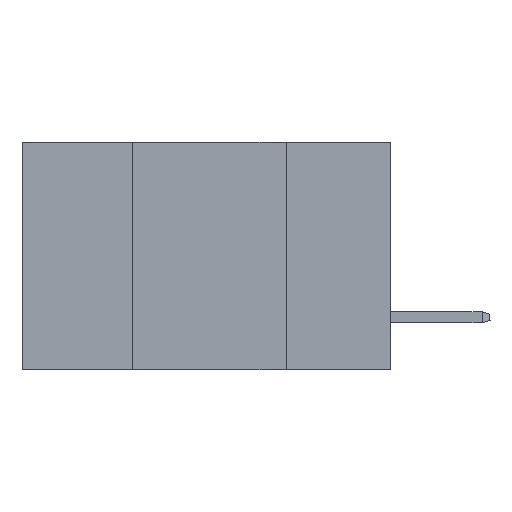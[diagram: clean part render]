
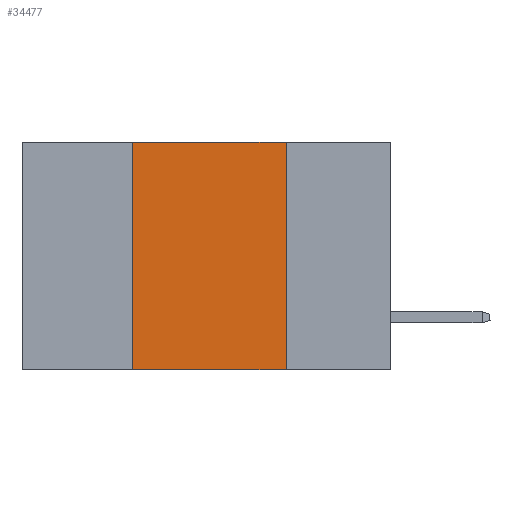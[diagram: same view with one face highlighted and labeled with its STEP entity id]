
A CAD part, left-side view. The second image highlights one B-rep face of the part: STEP entity #34477.
In plain terms, the highlighted planar face has unit normal (-1, 0, 0).
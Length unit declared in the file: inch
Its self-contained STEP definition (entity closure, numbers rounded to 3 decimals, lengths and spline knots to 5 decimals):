
#471 = CARTESIAN_POINT ( 'NONE',  ( 0., 0.17, 0. ) ) ;
#3458 = DIRECTION ( 'NONE',  ( 0., 0., -1. ) ) ;
#4815 = CARTESIAN_POINT ( 'NONE',  ( 0., 0.6, -0.37 ) ) ;
#5274 = VERTEX_POINT ( 'NONE', #13824 ) ;
#5681 = EDGE_CURVE ( 'NONE', #19955, #27823, #28726, .T. ) ;
#5733 = AXIS2_PLACEMENT_3D ( 'NONE', #18897, #12516, #3458 ) ;
#7193 = DIRECTION ( 'NONE',  ( 0., -1., 0. ) ) ;
#7845 = DIRECTION ( 'NONE',  ( 0., -1., 0. ) ) ;
#8269 = LINE ( 'NONE', #4815, #27249 ) ;
#9099 = CARTESIAN_POINT ( 'NONE',  ( 0., 0.17, 0. ) ) ;
#10105 = EDGE_CURVE ( 'NONE', #5274, #19955, #31019, .T. ) ;
#11422 = FACE_OUTER_BOUND ( 'NONE', #27139, .T. ) ;
#12299 = ORIENTED_EDGE ( 'NONE', *, *, #5681, .F. ) ;
#12516 = DIRECTION ( 'NONE',  ( 1., 0., 0. ) ) ;
#13824 = CARTESIAN_POINT ( 'NONE',  ( 0., 0.42, -0.37 ) ) ;
#15191 = VECTOR ( 'NONE', #7193, 39.37008 ) ;
#16574 = DIRECTION ( 'NONE',  ( 0., 0., 1. ) ) ;
#17233 = ORIENTED_EDGE ( 'NONE', *, *, #10105, .F. ) ;
#18254 = DIRECTION ( 'NONE',  ( 0., 0., -1. ) ) ;
#18897 = CARTESIAN_POINT ( 'NONE',  ( 0., 0.6, 0. ) ) ;
#19955 = VERTEX_POINT ( 'NONE', #35231 ) ;
#26997 = ORIENTED_EDGE ( 'NONE', *, *, #33681, .T. ) ;
#27139 = EDGE_LOOP ( 'NONE', ( #28420, #12299, #17233, #26997 ) ) ;
#27141 = LINE ( 'NONE', #471, #36022 ) ;
#27249 = VECTOR ( 'NONE', #7845, 39.37008 ) ;
#27624 = VERTEX_POINT ( 'NONE', #37828 ) ;
#27823 = VERTEX_POINT ( 'NONE', #9099 ) ;
#28244 = CARTESIAN_POINT ( 'NONE',  ( 0., 0.42, 0. ) ) ;
#28385 = CARTESIAN_POINT ( 'NONE',  ( 0., 0.6, 0. ) ) ;
#28420 = ORIENTED_EDGE ( 'NONE', *, *, #29158, .F. ) ;
#28726 = LINE ( 'NONE', #28385, #15191 ) ;
#29158 = EDGE_CURVE ( 'NONE', #27823, #27624, #27141, .T. ) ;
#30713 = PLANE ( 'NONE',  #5733 ) ;
#31019 = LINE ( 'NONE', #28244, #31926 ) ;
#31926 = VECTOR ( 'NONE', #16574, 39.37008 ) ;
#33681 = EDGE_CURVE ( 'NONE', #5274, #27624, #8269, .T. ) ;
#34477 = ADVANCED_FACE ( 'NONE', ( #11422 ), #30713, .F. ) ;
#35231 = CARTESIAN_POINT ( 'NONE',  ( 0., 0.42, 0. ) ) ;
#36022 = VECTOR ( 'NONE', #18254, 39.37008 ) ;
#37828 = CARTESIAN_POINT ( 'NONE',  ( 0., 0.17, -0.37 ) ) ;
